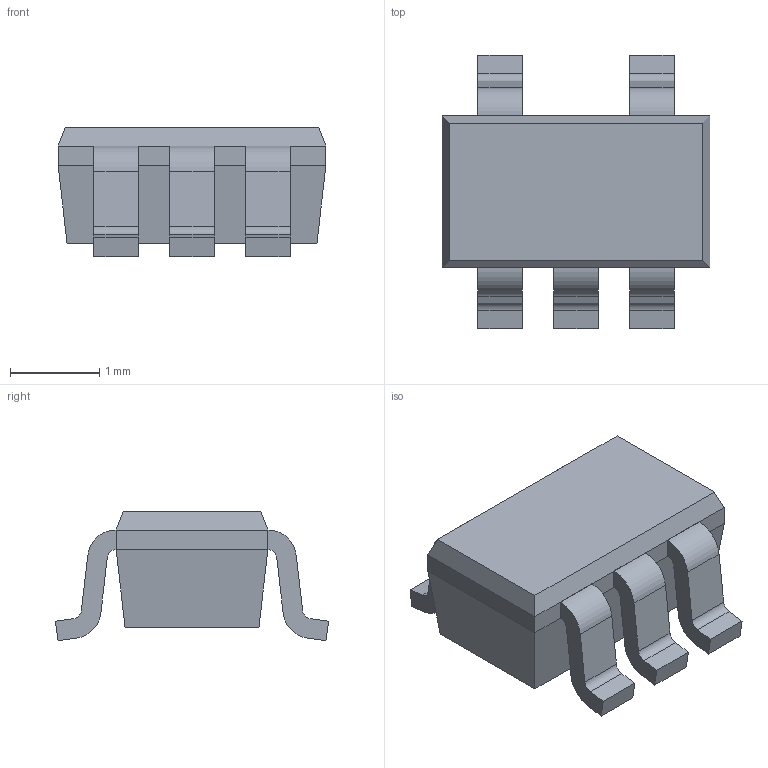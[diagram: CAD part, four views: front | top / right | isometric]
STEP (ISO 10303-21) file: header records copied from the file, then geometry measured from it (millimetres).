
FILE_DESCRIPTION (( 'STEP AP214' ), '1' );
FILE_NAME ('User Library-SOT-23-5-2.STEP', '2015-03-17T12:26:17', ( 'Windows User' ), ( '' ), 'SwSTEP 2.0', 'SolidWorks 2015', '' );
FILE_SCHEMA (( 'AUTOMOTIVE_DESIGN' ));
Length unit declared in the file: millimetre
Products named in the file (3): User Library-SOT-23-5-2_SOT-23-5 Foot; User Library-SOT-23-5-2_SOT-23-5 Body; User Library-SOT-23-5-2
Assembly tree (6 placements, depth 2):
  User Library-SOT-23-5-2
    User Library-SOT-23-5-2_SOT-23-5 Body
    User Library-SOT-23-5-2_SOT-23-5 Foot  x5
Bounding box: 3 x 3.06 x 1.45 mm (x, y, z)
Volume: 6.9 mm3; surface area: 31.9 mm2
Topology: 6 solids, 6 shells, 74 faces, 178 edges, 116 vertices
Faces by surface type: plane 54, cylinder 20
Entity records: 1134 total; most frequent: DIRECTION 136, CARTESIAN_POINT 129, ORIENTED_EDGE 116, EDGE_CURVE 58, VECTOR 50, LINE 50, AXIS2_PLACEMENT_3D 43, VERTEX_POINT 36
